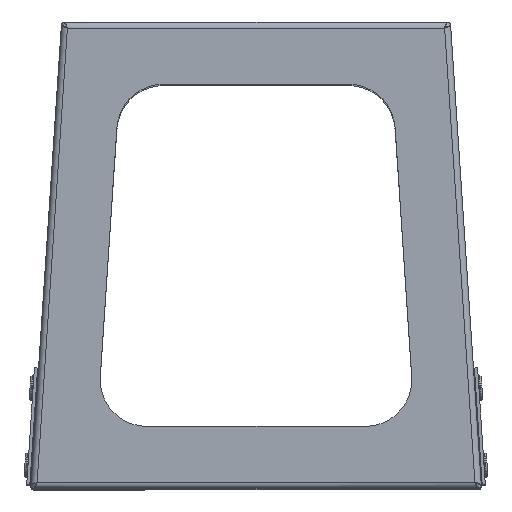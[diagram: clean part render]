
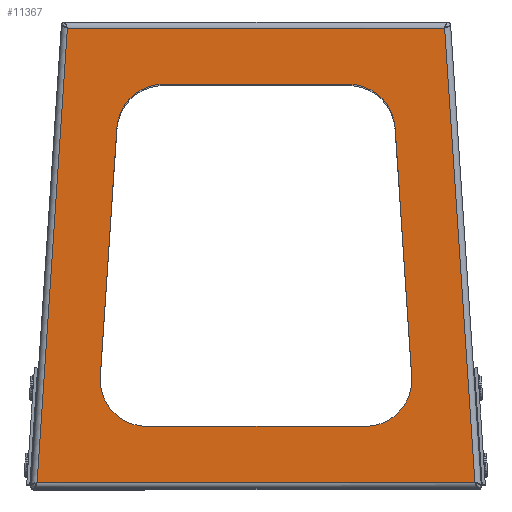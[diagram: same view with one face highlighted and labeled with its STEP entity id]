
A CAD part, top view. The second image highlights one B-rep face of the part: STEP entity #11367.
In plain terms, the highlighted planar face has unit normal (0, 0, 1).
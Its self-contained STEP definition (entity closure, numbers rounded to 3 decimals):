
#54 = VECTOR ( 'NONE', #11548, 1000. ) ;
#152 = ORIENTED_EDGE ( 'NONE', *, *, #9312, .F. ) ;
#199 = CARTESIAN_POINT ( 'NONE',  ( 100.112, -78.004, 0. ) ) ;
#660 = DIRECTION ( 'NONE',  ( -0.067, 0.998, 0. ) ) ;
#848 = FACE_BOUND ( 'NONE', #5064, .T. ) ;
#907 = DIRECTION ( 'NONE',  ( 0., 0., 1. ) ) ;
#927 = LINE ( 'NONE', #13907, #8137 ) ;
#994 = DIRECTION ( 'NONE',  ( -0.067, -0.998, 0. ) ) ;
#1383 = VECTOR ( 'NONE', #10263, 1000. ) ;
#1438 = AXIS2_PLACEMENT_3D ( 'NONE', #9459, #10651, #2006 ) ;
#1635 = EDGE_CURVE ( 'NONE', #2326, #11427, #6909, .T. ) ;
#1816 = VERTEX_POINT ( 'NONE', #2520 ) ;
#1830 = LINE ( 'NONE', #7241, #54 ) ;
#1863 = CIRCLE ( 'NONE', #12203, 30. ) ;
#2006 = DIRECTION ( 'NONE',  ( -1., 0., 0. ) ) ;
#2326 = VERTEX_POINT ( 'NONE', #9586 ) ;
#2520 = CARTESIAN_POINT ( 'NONE',  ( -59.511, 110., 0. ) ) ;
#2584 = ORIENTED_EDGE ( 'NONE', *, *, #7502, .F. ) ;
#2607 = CARTESIAN_POINT ( 'NONE',  ( -70.178, -80., 0. ) ) ;
#3029 = DIRECTION ( 'NONE',  ( -1., 0., 0. ) ) ;
#3052 = EDGE_CURVE ( 'NONE', #12280, #10578, #3860, .T. ) ;
#3170 = EDGE_CURVE ( 'NONE', #11156, #1816, #8355, .T. ) ;
#3194 = VECTOR ( 'NONE', #12765, 1000. ) ;
#3224 = EDGE_CURVE ( 'NONE', #12261, #11156, #10508, .T. ) ;
#3227 = ORIENTED_EDGE ( 'NONE', *, *, #3170, .F. ) ;
#3282 = CARTESIAN_POINT ( 'NONE',  ( 89.445, 81.996, 0. ) ) ;
#3367 = VERTEX_POINT ( 'NONE', #6285 ) ;
#3860 = LINE ( 'NONE', #4974, #1383 ) ;
#3869 = DIRECTION ( 'NONE',  ( 1., 0., 0. ) ) ;
#3970 = CARTESIAN_POINT ( 'NONE',  ( 123.06, 146., 0. ) ) ;
#4085 = LINE ( 'NONE', #8517, #3194 ) ;
#4342 = DIRECTION ( 'NONE',  ( 0., 0., 1. ) ) ;
#4417 = ORIENTED_EDGE ( 'NONE', *, *, #3052, .T. ) ;
#4492 = DIRECTION ( 'NONE',  ( -0.067, -0.998, 0. ) ) ;
#4528 = CARTESIAN_POINT ( 'NONE',  ( 121.258, 146., 0. ) ) ;
#4974 = CARTESIAN_POINT ( 'NONE',  ( -142.789, -146., 0. ) ) ;
#5064 = EDGE_LOOP ( 'NONE', ( #8739, #2584, #13910, #152, #7049, #3227, #6217, #9822, #5115 ) ) ;
#5115 = ORIENTED_EDGE ( 'NONE', *, *, #8944, .F. ) ;
#5388 = AXIS2_PLACEMENT_3D ( 'NONE', #13825, #8708, #3029 ) ;
#5699 = CARTESIAN_POINT ( 'NONE',  ( -89.445, 81.996, 0. ) ) ;
#5927 = CARTESIAN_POINT ( 'NONE',  ( -70.178, -110., 0. ) ) ;
#6217 = ORIENTED_EDGE ( 'NONE', *, *, #3224, .F. ) ;
#6285 = CARTESIAN_POINT ( 'NONE',  ( 70.178, -110., 0. ) ) ;
#6671 = CARTESIAN_POINT ( 'NONE',  ( -59.511, 80., 0. ) ) ;
#6743 = EDGE_CURVE ( 'NONE', #11204, #12261, #1830, .T. ) ;
#6909 = CIRCLE ( 'NONE', #10723, 30. ) ;
#7049 = ORIENTED_EDGE ( 'NONE', *, *, #8110, .F. ) ;
#7126 = LINE ( 'NONE', #10293, #10697 ) ;
#7212 = CARTESIAN_POINT ( 'NONE',  ( 100.178, -80., 0. ) ) ;
#7241 = CARTESIAN_POINT ( 'NONE',  ( 100.112, -78.004, 0. ) ) ;
#7247 = PLANE ( 'NONE',  #9445 ) ;
#7502 = EDGE_CURVE ( 'NONE', #11427, #3367, #4085, .T. ) ;
#7517 = CARTESIAN_POINT ( 'NONE',  ( -59.511, 110., 0. ) ) ;
#7523 = DIRECTION ( 'NONE',  ( 1., 0., 0. ) ) ;
#7551 = EDGE_CURVE ( 'NONE', #8004, #12280, #927, .T. ) ;
#7658 = CARTESIAN_POINT ( 'NONE',  ( 140.724, -146., 0. ) ) ;
#8004 = VERTEX_POINT ( 'NONE', #10408 ) ;
#8110 = EDGE_CURVE ( 'NONE', #1816, #12890, #1863, .T. ) ;
#8126 = ORIENTED_EDGE ( 'NONE', *, *, #7551, .T. ) ;
#8137 = VECTOR ( 'NONE', #994, 1000. ) ;
#8355 = LINE ( 'NONE', #7517, #12879 ) ;
#8385 = DIRECTION ( 'NONE',  ( -1., 0., 0. ) ) ;
#8422 = DIRECTION ( 'NONE',  ( -1., 0., 0. ) ) ;
#8449 = VECTOR ( 'NONE', #12580, 1000. ) ;
#8517 = CARTESIAN_POINT ( 'NONE',  ( -70.178, -110., 0. ) ) ;
#8708 = DIRECTION ( 'NONE',  ( 0., 0., 1. ) ) ;
#8739 = ORIENTED_EDGE ( 'NONE', *, *, #11657, .F. ) ;
#8940 = EDGE_LOOP ( 'NONE', ( #8126, #4417, #9207, #10963 ) ) ;
#8944 = EDGE_CURVE ( 'NONE', #13396, #11204, #12022, .T. ) ;
#9207 = ORIENTED_EDGE ( 'NONE', *, *, #13654, .T. ) ;
#9312 = EDGE_CURVE ( 'NONE', #12890, #2326, #9850, .T. ) ;
#9445 = AXIS2_PLACEMENT_3D ( 'NONE', #13625, #12480, #3869 ) ;
#9459 = CARTESIAN_POINT ( 'NONE',  ( 70.178, -80., 0. ) ) ;
#9586 = CARTESIAN_POINT ( 'NONE',  ( -100.112, -78.004, 0. ) ) ;
#9615 = VERTEX_POINT ( 'NONE', #4528 ) ;
#9621 = CARTESIAN_POINT ( 'NONE',  ( 59.511, 80., 0. ) ) ;
#9822 = ORIENTED_EDGE ( 'NONE', *, *, #6743, .F. ) ;
#9850 = LINE ( 'NONE', #9984, #12935 ) ;
#9984 = CARTESIAN_POINT ( 'NONE',  ( -89.445, 81.996, 0. ) ) ;
#10011 = CARTESIAN_POINT ( 'NONE',  ( -140.724, -146., 0. ) ) ;
#10263 = DIRECTION ( 'NONE',  ( 1., 0., 0. ) ) ;
#10293 = CARTESIAN_POINT ( 'NONE',  ( 140.862, -148.06, 0. ) ) ;
#10408 = CARTESIAN_POINT ( 'NONE',  ( -121.258, 146., 0. ) ) ;
#10508 = CIRCLE ( 'NONE', #12991, 30. ) ;
#10578 = VERTEX_POINT ( 'NONE', #7658 ) ;
#10651 = DIRECTION ( 'NONE',  ( 0., 0., 1. ) ) ;
#10697 = VECTOR ( 'NONE', #660, 1000. ) ;
#10723 = AXIS2_PLACEMENT_3D ( 'NONE', #2607, #12704, #8385 ) ;
#10782 = CIRCLE ( 'NONE', #5388, 30. ) ;
#10963 = ORIENTED_EDGE ( 'NONE', *, *, #13387, .T. ) ;
#11156 = VERTEX_POINT ( 'NONE', #13845 ) ;
#11204 = VERTEX_POINT ( 'NONE', #199 ) ;
#11367 = ADVANCED_FACE ( 'NONE', ( #848, #13699 ), #7247, .T. ) ;
#11427 = VERTEX_POINT ( 'NONE', #5927 ) ;
#11548 = DIRECTION ( 'NONE',  ( -0.067, 0.998, 0. ) ) ;
#11657 = EDGE_CURVE ( 'NONE', #3367, #13396, #10782, .T. ) ;
#12022 = CIRCLE ( 'NONE', #1438, 30. ) ;
#12203 = AXIS2_PLACEMENT_3D ( 'NONE', #6671, #4342, #7523 ) ;
#12261 = VERTEX_POINT ( 'NONE', #3282 ) ;
#12280 = VERTEX_POINT ( 'NONE', #10011 ) ;
#12480 = DIRECTION ( 'NONE',  ( 0., 0., 1. ) ) ;
#12580 = DIRECTION ( 'NONE',  ( -1., 0., 0. ) ) ;
#12704 = DIRECTION ( 'NONE',  ( 0., 0., 1. ) ) ;
#12741 = DIRECTION ( 'NONE',  ( -1., 0., 0. ) ) ;
#12765 = DIRECTION ( 'NONE',  ( 1., 0., 0. ) ) ;
#12879 = VECTOR ( 'NONE', #8422, 1000. ) ;
#12890 = VERTEX_POINT ( 'NONE', #5699 ) ;
#12935 = VECTOR ( 'NONE', #4492, 1000. ) ;
#12991 = AXIS2_PLACEMENT_3D ( 'NONE', #9621, #907, #12741 ) ;
#13387 = EDGE_CURVE ( 'NONE', #9615, #8004, #13658, .T. ) ;
#13396 = VERTEX_POINT ( 'NONE', #7212 ) ;
#13625 = CARTESIAN_POINT ( 'NONE',  ( 0., 0., 0. ) ) ;
#13654 = EDGE_CURVE ( 'NONE', #10578, #9615, #7126, .T. ) ;
#13658 = LINE ( 'NONE', #3970, #8449 ) ;
#13699 = FACE_OUTER_BOUND ( 'NONE', #8940, .T. ) ;
#13825 = CARTESIAN_POINT ( 'NONE',  ( 70.178, -80., 0. ) ) ;
#13845 = CARTESIAN_POINT ( 'NONE',  ( 59.511, 110., 0. ) ) ;
#13907 = CARTESIAN_POINT ( 'NONE',  ( -121.138, 147.799, 0. ) ) ;
#13910 = ORIENTED_EDGE ( 'NONE', *, *, #1635, .F. ) ;
